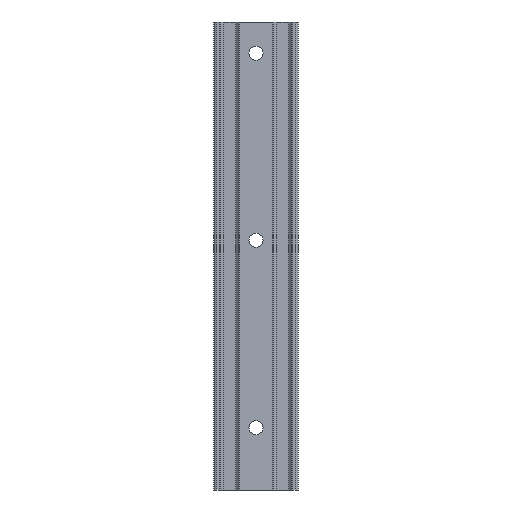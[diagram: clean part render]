
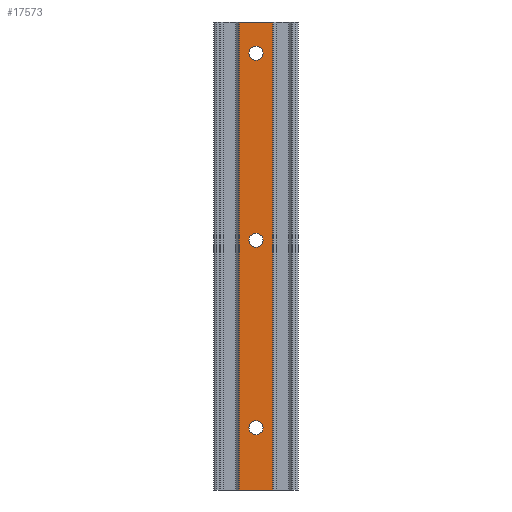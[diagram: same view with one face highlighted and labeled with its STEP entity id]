
A CAD part, front view. The second image highlights one B-rep face of the part: STEP entity #17573.
In plain terms, the highlighted planar face has unit normal (0, -1, 0).
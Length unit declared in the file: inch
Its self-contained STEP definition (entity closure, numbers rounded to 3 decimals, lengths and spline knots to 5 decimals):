
#117 = EDGE_LOOP ( 'NONE', ( #4338, #8833, #8877, #17215 ) ) ;
#226 = VECTOR ( 'NONE', #29848, 39.37008 ) ;
#398 = CARTESIAN_POINT ( 'NONE',  ( -0.21246, 0., -5.9055 ) ) ;
#677 = VECTOR ( 'NONE', #11519, 39.37008 ) ;
#1066 = CARTESIAN_POINT ( 'NONE',  ( 0., 0., -2.75591 ) ) ;
#1260 = DIRECTION ( 'NONE',  ( 0., 0., 1. ) ) ;
#1845 = LINE ( 'NONE', #28710, #15736 ) ;
#2304 = CIRCLE ( 'NONE', #18530, 0.08858 ) ;
#2696 = ORIENTED_EDGE ( 'NONE', *, *, #7834, .T. ) ;
#2744 = VERTEX_POINT ( 'NONE', #29918 ) ;
#2771 = LINE ( 'NONE', #398, #677 ) ;
#3271 = EDGE_CURVE ( 'NONE', #18063, #26792, #31858, .T. ) ;
#3353 = VECTOR ( 'NONE', #7584, 39.37008 ) ;
#3558 = CARTESIAN_POINT ( 'NONE',  ( 0., 0., -2.75591 ) ) ;
#3684 = CARTESIAN_POINT ( 'NONE',  ( 0., 0., -5.11811 ) ) ;
#4338 = ORIENTED_EDGE ( 'NONE', *, *, #22209, .F. ) ;
#4414 = ORIENTED_EDGE ( 'NONE', *, *, #31550, .T. ) ;
#4442 = CARTESIAN_POINT ( 'NONE',  ( 0., 0., -5.20669 ) ) ;
#4523 = PLANE ( 'NONE',  #28374 ) ;
#4747 = CARTESIAN_POINT ( 'NONE',  ( 0., 0., -0.48228 ) ) ;
#4809 = DIRECTION ( 'NONE',  ( 0., 1., 0. ) ) ;
#6188 = VERTEX_POINT ( 'NONE', #4442 ) ;
#6288 = EDGE_CURVE ( 'NONE', #30991, #7428, #1845, .T. ) ;
#6473 = EDGE_CURVE ( 'NONE', #6188, #17177, #21399, .T. ) ;
#7275 = DIRECTION ( 'NONE',  ( 0., -1., 0. ) ) ;
#7428 = VERTEX_POINT ( 'NONE', #13438 ) ;
#7584 = DIRECTION ( 'NONE',  ( 1., 0., 0. ) ) ;
#7834 = EDGE_CURVE ( 'NONE', #17177, #6188, #22096, .T. ) ;
#8756 = AXIS2_PLACEMENT_3D ( 'NONE', #3558, #17715, #28903 ) ;
#8833 = ORIENTED_EDGE ( 'NONE', *, *, #24994, .F. ) ;
#8877 = ORIENTED_EDGE ( 'NONE', *, *, #6288, .T. ) ;
#9182 = ORIENTED_EDGE ( 'NONE', *, *, #3271, .T. ) ;
#9636 = CARTESIAN_POINT ( 'NONE',  ( -0.21246, 0., 0. ) ) ;
#9676 = DIRECTION ( 'NONE',  ( 0., 1., 0. ) ) ;
#10157 = CARTESIAN_POINT ( 'NONE',  ( 0.21246, 0., 0. ) ) ;
#10307 = DIRECTION ( 'NONE',  ( 0., 0., 1. ) ) ;
#10387 = FACE_BOUND ( 'NONE', #25692, .T. ) ;
#10579 = FACE_BOUND ( 'NONE', #14209, .T. ) ;
#10765 = DIRECTION ( 'NONE',  ( 0., 0., -1. ) ) ;
#11518 = DIRECTION ( 'NONE',  ( 0., 1., 0. ) ) ;
#11519 = DIRECTION ( 'NONE',  ( 0., 0., 1. ) ) ;
#11590 = VERTEX_POINT ( 'NONE', #9636 ) ;
#12270 = EDGE_CURVE ( 'NONE', #2744, #18409, #15929, .T. ) ;
#12645 = EDGE_CURVE ( 'NONE', #7428, #15560, #23500, .T. ) ;
#13438 = CARTESIAN_POINT ( 'NONE',  ( 0.21246, 0., -5.9055 ) ) ;
#14209 = EDGE_LOOP ( 'NONE', ( #2696, #32069 ) ) ;
#14612 = DIRECTION ( 'NONE',  ( 1., 0., 0. ) ) ;
#15241 = DIRECTION ( 'NONE',  ( 0., 1., 0. ) ) ;
#15560 = VERTEX_POINT ( 'NONE', #10157 ) ;
#15573 = LINE ( 'NONE', #29154, #3353 ) ;
#15617 = FACE_BOUND ( 'NONE', #35183, .T. ) ;
#15736 = VECTOR ( 'NONE', #14612, 39.37008 ) ;
#15929 = CIRCLE ( 'NONE', #23442, 0.08858 ) ;
#17177 = VERTEX_POINT ( 'NONE', #28172 ) ;
#17215 = ORIENTED_EDGE ( 'NONE', *, *, #12645, .T. ) ;
#17573 = ADVANCED_FACE ( 'NONE', ( #15617, #10387, #29923, #10579 ), #4523, .T. ) ;
#17715 = DIRECTION ( 'NONE',  ( 0., 1., 0. ) ) ;
#18063 = VERTEX_POINT ( 'NONE', #33604 ) ;
#18106 = CARTESIAN_POINT ( 'NONE',  ( 0.21246, 0., -5.9055 ) ) ;
#18346 = CARTESIAN_POINT ( 'NONE',  ( 0., 0., -0.3937 ) ) ;
#18350 = CARTESIAN_POINT ( 'NONE',  ( 0., 0., -2.66732 ) ) ;
#18409 = VERTEX_POINT ( 'NONE', #18350 ) ;
#18530 = AXIS2_PLACEMENT_3D ( 'NONE', #26602, #26056, #1260 ) ;
#20973 = CARTESIAN_POINT ( 'NONE',  ( 0., 0., -5.11811 ) ) ;
#21399 = CIRCLE ( 'NONE', #26597, 0.08858 ) ;
#22096 = CIRCLE ( 'NONE', #31318, 0.08858 ) ;
#22209 = EDGE_CURVE ( 'NONE', #11590, #15560, #15573, .T. ) ;
#22383 = DIRECTION ( 'NONE',  ( 0., 0., 1. ) ) ;
#22694 = ORIENTED_EDGE ( 'NONE', *, *, #35667, .T. ) ;
#23442 = AXIS2_PLACEMENT_3D ( 'NONE', #1066, #15241, #34235 ) ;
#23500 = LINE ( 'NONE', #18106, #226 ) ;
#24994 = EDGE_CURVE ( 'NONE', #30991, #11590, #2771, .T. ) ;
#25692 = EDGE_LOOP ( 'NONE', ( #9182, #4414 ) ) ;
#26056 = DIRECTION ( 'NONE',  ( 0., 1., 0. ) ) ;
#26511 = CARTESIAN_POINT ( 'NONE',  ( -0.21246, 0., -5.9055 ) ) ;
#26558 = ORIENTED_EDGE ( 'NONE', *, *, #12270, .T. ) ;
#26597 = AXIS2_PLACEMENT_3D ( 'NONE', #20973, #4809, #10307 ) ;
#26602 = CARTESIAN_POINT ( 'NONE',  ( 0., 0., -0.3937 ) ) ;
#26695 = CIRCLE ( 'NONE', #8756, 0.08858 ) ;
#26792 = VERTEX_POINT ( 'NONE', #4747 ) ;
#28172 = CARTESIAN_POINT ( 'NONE',  ( 0., 0., -5.02953 ) ) ;
#28374 = AXIS2_PLACEMENT_3D ( 'NONE', #29757, #7275, #10765 ) ;
#28710 = CARTESIAN_POINT ( 'NONE',  ( -0.21246, 0., -5.9055 ) ) ;
#28903 = DIRECTION ( 'NONE',  ( 0., 0., 1. ) ) ;
#29154 = CARTESIAN_POINT ( 'NONE',  ( -0.21246, 0., 0. ) ) ;
#29366 = DIRECTION ( 'NONE',  ( 0., 0., 1. ) ) ;
#29757 = CARTESIAN_POINT ( 'NONE',  ( -0.21246, 0., -5.9055 ) ) ;
#29848 = DIRECTION ( 'NONE',  ( 0., 0., 1. ) ) ;
#29918 = CARTESIAN_POINT ( 'NONE',  ( 0., 0., -2.84449 ) ) ;
#29923 = FACE_OUTER_BOUND ( 'NONE', #117, .T. ) ;
#30737 = AXIS2_PLACEMENT_3D ( 'NONE', #18346, #9676, #29366 ) ;
#30991 = VERTEX_POINT ( 'NONE', #26511 ) ;
#31318 = AXIS2_PLACEMENT_3D ( 'NONE', #3684, #11518, #22383 ) ;
#31550 = EDGE_CURVE ( 'NONE', #26792, #18063, #2304, .T. ) ;
#31858 = CIRCLE ( 'NONE', #30737, 0.08858 ) ;
#32069 = ORIENTED_EDGE ( 'NONE', *, *, #6473, .T. ) ;
#33604 = CARTESIAN_POINT ( 'NONE',  ( 0., 0., -0.30512 ) ) ;
#34235 = DIRECTION ( 'NONE',  ( 0., 0., 1. ) ) ;
#35183 = EDGE_LOOP ( 'NONE', ( #22694, #26558 ) ) ;
#35667 = EDGE_CURVE ( 'NONE', #18409, #2744, #26695, .T. ) ;
